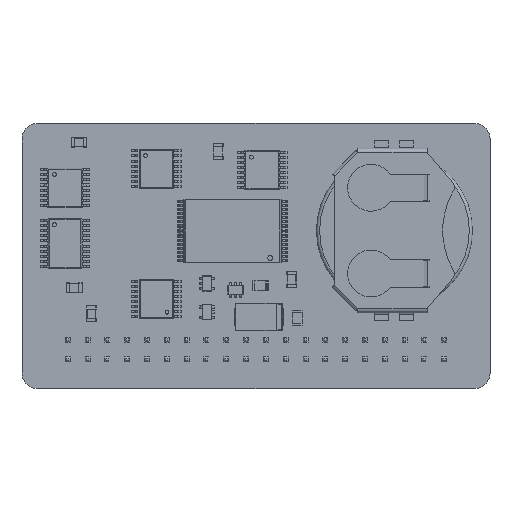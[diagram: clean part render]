
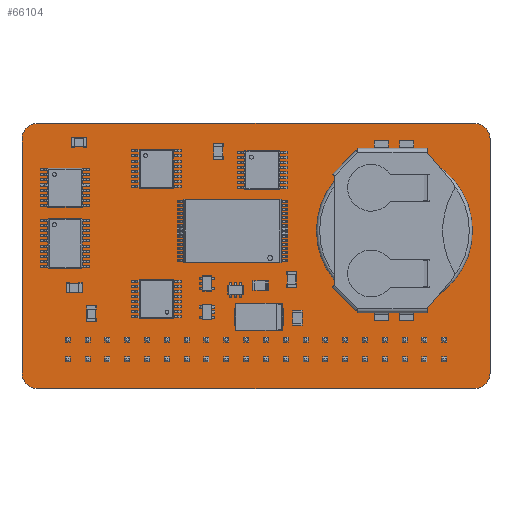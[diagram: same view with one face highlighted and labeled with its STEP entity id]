
A CAD part, top view. The second image highlights one B-rep face of the part: STEP entity #66104.
In plain terms, the highlighted face is planar.
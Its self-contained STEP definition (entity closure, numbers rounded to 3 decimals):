
#65830 = VERTEX_POINT('',#65831);
#65831 = CARTESIAN_POINT('',(28.,17.,1.6));
#65837 = EDGE_CURVE('',#65830,#65838,#65840,.T.);
#65838 = VERTEX_POINT('',#65839);
#65839 = CARTESIAN_POINT('',(30.,15.,1.6));
#65840 = CIRCLE('',#65841,2.);
#65841 = AXIS2_PLACEMENT_3D('',#65842,#65843,#65844);
#65842 = CARTESIAN_POINT('',(28.,15.,1.6));
#65843 = DIRECTION('',(0.,0.,-1.));
#65844 = DIRECTION('',(0.,1.,0.));
#65870 = EDGE_CURVE('',#65838,#65871,#65873,.T.);
#65871 = VERTEX_POINT('',#65872);
#65872 = CARTESIAN_POINT('',(30.,-15.,1.6));
#65873 = LINE('',#65874,#65875);
#65874 = CARTESIAN_POINT('',(30.,15.,1.6));
#65875 = VECTOR('',#65876,1.);
#65876 = DIRECTION('',(0.,-1.,0.));
#65901 = EDGE_CURVE('',#65871,#65902,#65904,.T.);
#65902 = VERTEX_POINT('',#65903);
#65903 = CARTESIAN_POINT('',(28.,-17.,1.6));
#65904 = CIRCLE('',#65905,2.);
#65905 = AXIS2_PLACEMENT_3D('',#65906,#65907,#65908);
#65906 = CARTESIAN_POINT('',(28.,-15.,1.6));
#65907 = DIRECTION('',(0.,0.,-1.));
#65908 = DIRECTION('',(1.,0.,0.));
#65934 = EDGE_CURVE('',#65902,#65935,#65937,.T.);
#65935 = VERTEX_POINT('',#65936);
#65936 = CARTESIAN_POINT('',(-28.,-17.,1.6));
#65937 = LINE('',#65938,#65939);
#65938 = CARTESIAN_POINT('',(28.,-17.,1.6));
#65939 = VECTOR('',#65940,1.);
#65940 = DIRECTION('',(-1.,0.,0.));
#65965 = EDGE_CURVE('',#65935,#65966,#65968,.T.);
#65966 = VERTEX_POINT('',#65967);
#65967 = CARTESIAN_POINT('',(-30.,-15.,1.6));
#65968 = CIRCLE('',#65969,2.);
#65969 = AXIS2_PLACEMENT_3D('',#65970,#65971,#65972);
#65970 = CARTESIAN_POINT('',(-28.,-15.,1.6));
#65971 = DIRECTION('',(0.,0.,-1.));
#65972 = DIRECTION('',(0.,-1.,-0.));
#65998 = EDGE_CURVE('',#65966,#65999,#66001,.T.);
#65999 = VERTEX_POINT('',#66000);
#66000 = CARTESIAN_POINT('',(-30.,15.,1.6));
#66001 = LINE('',#66002,#66003);
#66002 = CARTESIAN_POINT('',(-30.,-15.,1.6));
#66003 = VECTOR('',#66004,1.);
#66004 = DIRECTION('',(0.,1.,0.));
#66029 = EDGE_CURVE('',#65999,#66030,#66032,.T.);
#66030 = VERTEX_POINT('',#66031);
#66031 = CARTESIAN_POINT('',(-28.,17.,1.6));
#66032 = CIRCLE('',#66033,2.);
#66033 = AXIS2_PLACEMENT_3D('',#66034,#66035,#66036);
#66034 = CARTESIAN_POINT('',(-28.,15.,1.6));
#66035 = DIRECTION('',(0.,0.,-1.));
#66036 = DIRECTION('',(-1.,0.,-0.));
#66062 = EDGE_CURVE('',#66030,#66063,#66065,.T.);
#66063 = VERTEX_POINT('',#66064);
#66064 = CARTESIAN_POINT('',(28.,17.,1.6));
#66065 = LINE('',#66066,#66067);
#66066 = CARTESIAN_POINT('',(-28.,17.,1.6));
#66067 = VECTOR('',#66068,1.);
#66068 = DIRECTION('',(1.,0.,0.));
#66104 = ADVANCED_FACE('',(#66105),#66115,.T.);
#66105 = FACE_BOUND('',#66106,.T.);
#66106 = EDGE_LOOP('',(#66107,#66108,#66109,#66110,#66111,#66112,#66113,
    #66114));
#66107 = ORIENTED_EDGE('',*,*,#65837,.T.);
#66108 = ORIENTED_EDGE('',*,*,#65870,.T.);
#66109 = ORIENTED_EDGE('',*,*,#65901,.T.);
#66110 = ORIENTED_EDGE('',*,*,#65934,.T.);
#66111 = ORIENTED_EDGE('',*,*,#65965,.T.);
#66112 = ORIENTED_EDGE('',*,*,#65998,.T.);
#66113 = ORIENTED_EDGE('',*,*,#66029,.T.);
#66114 = ORIENTED_EDGE('',*,*,#66062,.T.);
#66115 = PLANE('',#66116);
#66116 = AXIS2_PLACEMENT_3D('',#66117,#66118,#66119);
#66117 = CARTESIAN_POINT('',(0.,0.,1.6)
  );
#66118 = DIRECTION('',(0.,0.,1.));
#66119 = DIRECTION('',(1.,0.,-0.));
